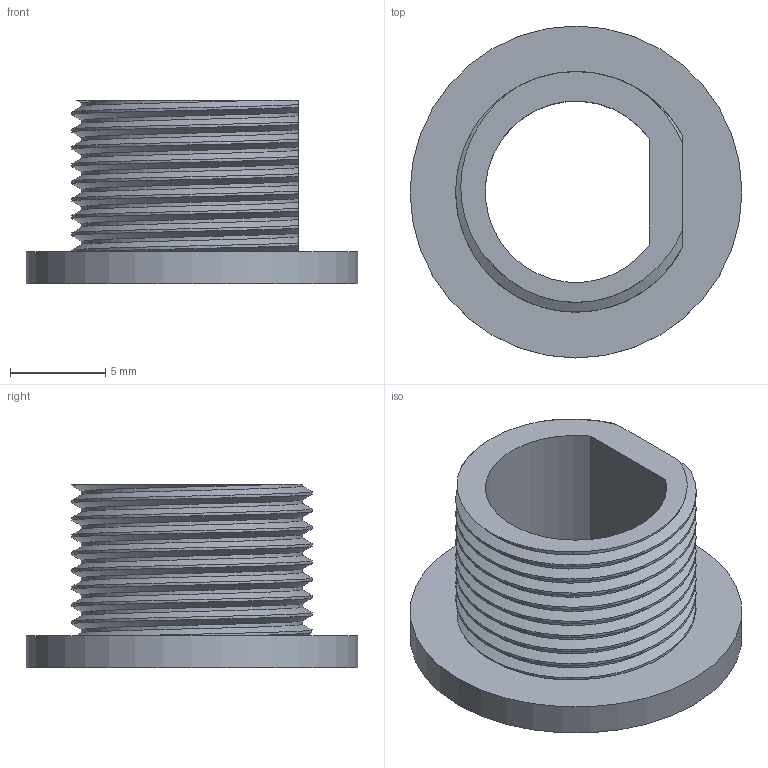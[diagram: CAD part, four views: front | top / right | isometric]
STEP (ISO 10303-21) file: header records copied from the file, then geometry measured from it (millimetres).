
FILE_DESCRIPTION(/* description */ (''),/* implementation_level */ '2;1');
FILE_NAME(/* name */ 'SHVBulkheadAdapter.step',/* time_stamp */ '2022-02-24T13:21:09-05:00',/* author */ (''),/* organization */ (''),/* preprocessor_version */ 'ST-DEVELOPER v18.1',/* originating_system */ 'Autodesk Translation Framework v10.13.0.1454',/* authorisation */ '');
FILE_SCHEMA (('AUTOMOTIVE_DESIGN { 1 0 10303 214 3 1 1 }'));
Length unit declared in the file: millimetre
Products named in the file (1): SHVBulkheadAdapter
Bounding box: 17.42 x 17.42 x 9.62 mm (x, y, z)
Volume: 649.2 mm3; surface area: 1185.5 mm2
Topology: 1 solids, 1 shells, 47 faces, 132 edges, 88 vertices
Faces by surface type: cylinder 22, bspline 20, plane 5
Full cylindrical faces by diameter (mm): 17.424 x1
Entity records: 4175 total; most frequent: CARTESIAN_POINT 3131, ORIENTED_EDGE 264, EDGE_CURVE 132, DIRECTION 117, VERTEX_POINT 88, B_SPLINE_CURVE_WITH_KNOTS 80, EDGE_LOOP 50, FACE_OUTER_BOUND 47
